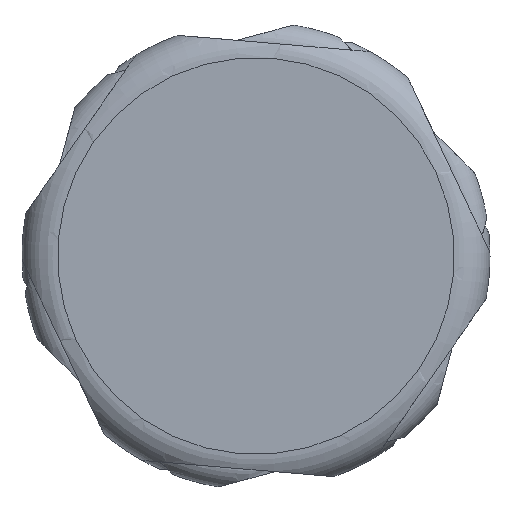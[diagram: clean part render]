
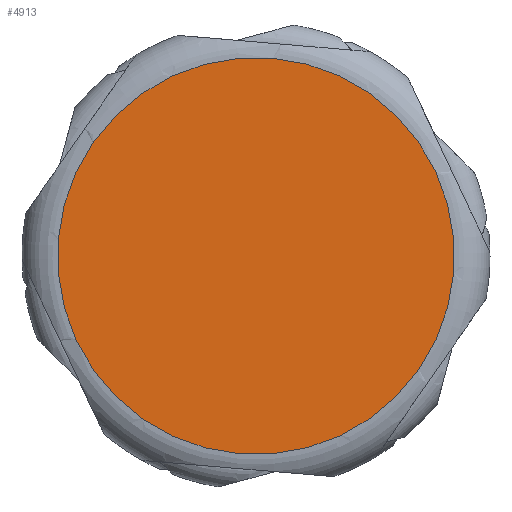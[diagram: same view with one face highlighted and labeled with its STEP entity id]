
A CAD part, left-side view. The second image highlights one B-rep face of the part: STEP entity #4913.
In plain terms, the highlighted planar face has unit normal (-1, 0, 0).
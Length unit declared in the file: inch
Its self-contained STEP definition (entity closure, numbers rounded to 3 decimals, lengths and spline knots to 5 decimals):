
#1053=FACE_OUTER_BOUND('',#1316,.T.);
#1316=EDGE_LOOP('',(#3491,#3492));
#1670=CIRCLE('',#5349,0.65945);
#1671=CIRCLE('',#5350,0.65945);
#1942=VERTEX_POINT('',#7611);
#1943=VERTEX_POINT('',#7612);
#2504=EDGE_CURVE('',#1942,#1943,#1670,.T.);
#2505=EDGE_CURVE('',#1943,#1942,#1671,.T.);
#3491=ORIENTED_EDGE('',*,*,#2504,.T.);
#3492=ORIENTED_EDGE('',*,*,#2505,.T.);
#4494=PLANE('',#5371);
#4913=ADVANCED_FACE('',(#1053),#4494,.T.);
#5349=AXIS2_PLACEMENT_3D('',#7613,#6076,#6077);
#5350=AXIS2_PLACEMENT_3D('',#7614,#6078,#6079);
#5371=AXIS2_PLACEMENT_3D('',#7635,#6120,#6121);
#6076=DIRECTION('center_axis',(-1.,0.,0.));
#6077=DIRECTION('ref_axis',(0.,-0.085,0.996));
#6078=DIRECTION('center_axis',(-1.,0.,0.));
#6079=DIRECTION('ref_axis',(0.,-0.085,0.996));
#6120=DIRECTION('center_axis',(-1.,0.,0.));
#6121=DIRECTION('ref_axis',(0.,-0.085,0.996));
#7611=CARTESIAN_POINT('',(-1.87008,0.65708,0.05581));
#7612=CARTESIAN_POINT('',(-1.87008,0.05581,-0.65708));
#7613=CARTESIAN_POINT('Origin',(-1.87008,0.,
0.));
#7614=CARTESIAN_POINT('Origin',(-1.87008,0.,
0.));
#7635=CARTESIAN_POINT('Origin',(-1.87008,0.4629,0.03932));
